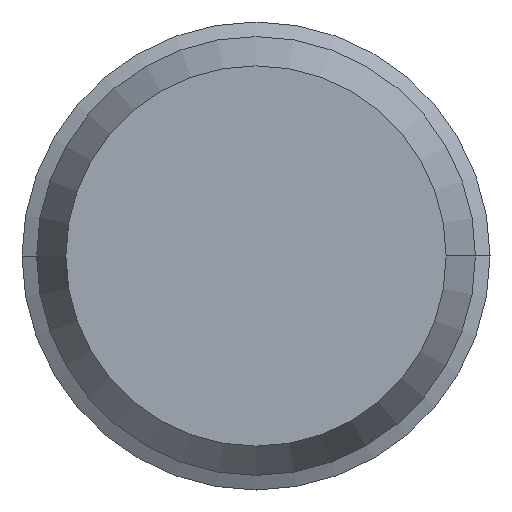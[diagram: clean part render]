
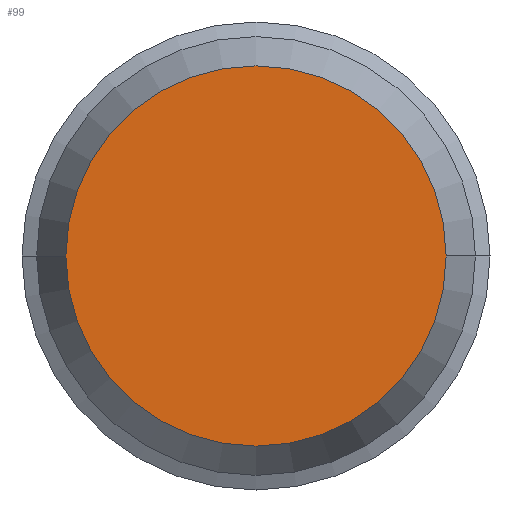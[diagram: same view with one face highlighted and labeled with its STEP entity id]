
A CAD part, front view. The second image highlights one B-rep face of the part: STEP entity #99.
In plain terms, the highlighted planar face has unit normal (0, -1, 0).
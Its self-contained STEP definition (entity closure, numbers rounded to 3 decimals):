
#99=ADVANCED_FACE('',(#160),#161,.T.);
#160=FACE_OUTER_BOUND('',#234,.T.);
#161=PLANE('',#235);
#234=EDGE_LOOP('',(#420,#421));
#235=AXIS2_PLACEMENT_3D('',#422,#423,#424);
#420=ORIENTED_EDGE('',*,*,#517,.F.);
#421=ORIENTED_EDGE('',*,*,#549,.F.);
#422=CARTESIAN_POINT('',(-1.625,-34.0,0.0));
#423=DIRECTION('',(0.0,-1.0,0.0));
#424=DIRECTION('',(1.0,0.0,0.0));
#517=EDGE_CURVE('',#602,#605,#606,.T.);
#549=EDGE_CURVE('',#605,#602,#655,.T.);
#602=VERTEX_POINT('',#788);
#605=VERTEX_POINT('',#792);
#606=CIRCLE('',#793,3.25);
#655=CIRCLE('',#919,3.25);
#788=CARTESIAN_POINT('',(-3.25,-34.0,0.0));
#792=CARTESIAN_POINT('',(3.25,-34.0,0.));
#793=AXIS2_PLACEMENT_3D('',#965,#966,#967);
#919=AXIS2_PLACEMENT_3D('',#1031,#1032,#1033);
#965=CARTESIAN_POINT('',(0.0,-34.0,0.0));
#966=DIRECTION('',(0.0,1.0,0.0));
#967=DIRECTION('',(-1.0,0.0,0.0));
#1031=CARTESIAN_POINT('',(0.0,-34.0,0.0));
#1032=DIRECTION('',(0.0,1.0,0.0));
#1033=DIRECTION('',(-1.0,0.0,0.0));
